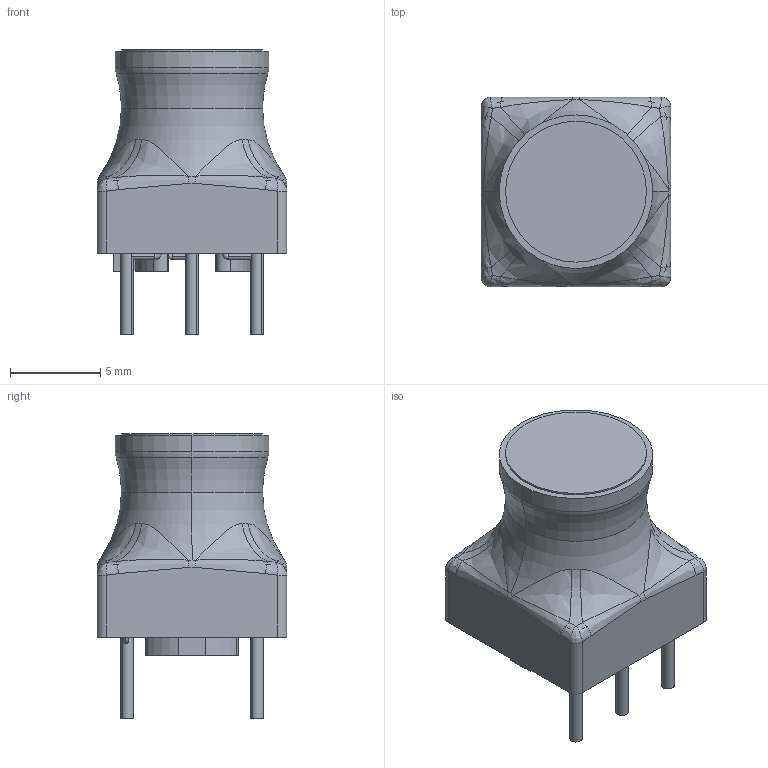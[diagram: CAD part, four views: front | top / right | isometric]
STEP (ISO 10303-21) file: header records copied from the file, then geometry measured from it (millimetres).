
FILE_DESCRIPTION(('FreeCAD Model'),'2;1');
FILE_NAME('CNF_7_5_X_7_5_COM_BASE_E_CAPA_cp.step', '2018-09-12T21:12:25',('kicad StepUp'),('ksu MCAD'), 'Open CASCADE STEP processor 7.2','FreeCAD','Unknown');
FILE_SCHEMA(('AUTOMOTIVE_DESIGN { 1 0 10303 214 1 1 1 1 }'));
Length unit declared in the file: millimetre
Products named in the file (1): CNF_7_5_X_7_5_COM_BASE_E_CAPA_cp
Bounding box: 10.5 x 10.5 x 15.78 mm (x, y, z)
Volume: 701.8 mm3; surface area: 1953.8 mm2
Topology: 13 solids, 13 shells, 296 faces, 696 edges, 432 vertices
Faces by surface type: plane 96, cylinder 92, bspline 64, torus 44
Entity records: 12126 total; most frequent: CARTESIAN_POINT 3501, ORIENTED_EDGE 1376, DIRECTION 1362, EDGE_CURVE 688, AXIS2_PLACEMENT_3D 557, VERTEX_POINT 432, CIRCLE 324, FACE_BOUND 314
